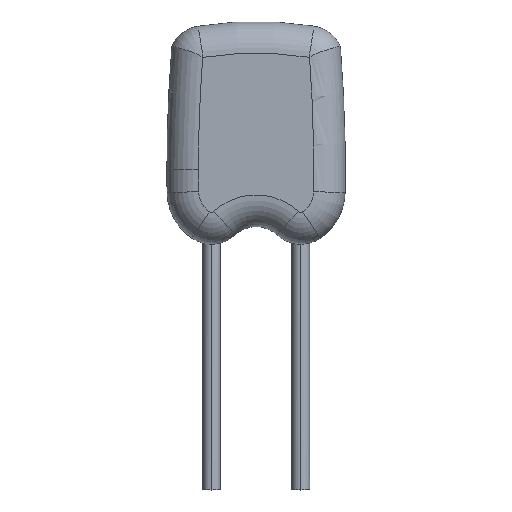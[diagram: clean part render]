
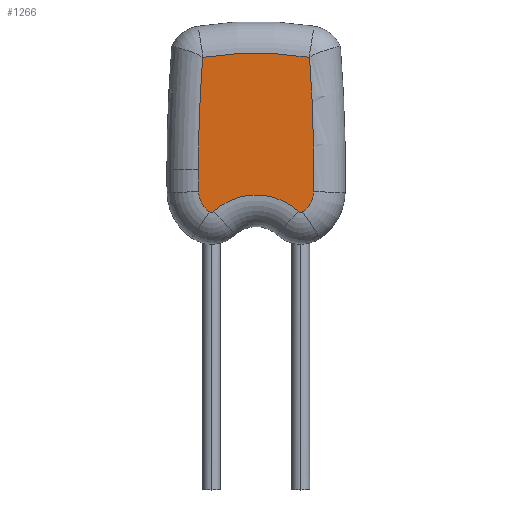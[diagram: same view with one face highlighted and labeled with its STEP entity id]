
A CAD part, top view. The second image highlights one B-rep face of the part: STEP entity #1266.
In plain terms, the highlighted planar face has unit normal (0, 0, 1).
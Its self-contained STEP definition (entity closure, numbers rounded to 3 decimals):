
#5 = CARTESIAN_POINT ( 'NONE',  ( -1.522, 5.315, 1.59 ) ) ;
#25 = EDGE_CURVE ( 'NONE', #464, #986, #542, .T. ) ;
#27 = CARTESIAN_POINT ( 'NONE',  ( 1.326, 0.917, 1.59 ) ) ;
#37 = VERTEX_POINT ( 'NONE', #835 ) ;
#67 = EDGE_CURVE ( 'NONE', #986, #632, #1000, .T. ) ;
#69 = EDGE_LOOP ( 'NONE', ( #1083, #85, #219, #809, #552, #861, #998, #471, #1166, #435, #233 ) ) ;
#85 = ORIENTED_EDGE ( 'NONE', *, *, #67, .T. ) ;
#107 = CARTESIAN_POINT ( 'NONE',  ( 1.522, 5.315, 1.59 ) ) ;
#129 = CARTESIAN_POINT ( 'NONE',  ( 41.46, 2.133, 1.59 ) ) ;
#160 = CARTESIAN_POINT ( 'NONE',  ( -1.27, 1., 1.59 ) ) ;
#164 = CARTESIAN_POINT ( 'NONE',  ( 19.984, 3.676, 1.59 ) ) ;
#174 = DIRECTION ( 'NONE',  ( -1., 0., 0. ) ) ;
#199 = AXIS2_PLACEMENT_3D ( 'NONE', #317, #1191, #1200 ) ;
#219 = ORIENTED_EDGE ( 'NONE', *, *, #501, .T. ) ;
#232 = EDGE_CURVE ( 'NONE', #37, #691, #934, .T. ) ;
#233 = ORIENTED_EDGE ( 'NONE', *, *, #833, .T. ) ;
#242 = CARTESIAN_POINT ( 'NONE',  ( 1.509, 5.318, 1.59 ) ) ;
#252 = DIRECTION ( 'NONE',  ( 0., 0., 1. ) ) ;
#312 = EDGE_CURVE ( 'NONE', #926, #724, #1102, .T. ) ;
#315 = AXIS2_PLACEMENT_3D ( 'NONE', #434, #816, #1018 ) ;
#317 = CARTESIAN_POINT ( 'NONE',  ( -0.935, 1.498, 1.59 ) ) ;
#354 = VERTEX_POINT ( 'NONE', #881 ) ;
#355 = EDGE_CURVE ( 'NONE', #691, #408, #788, .T. ) ;
#370 = DIRECTION ( 'NONE',  ( -1., 0., 0. ) ) ;
#371 = CARTESIAN_POINT ( 'NONE',  ( 1.27, 1., 1.59 ) ) ;
#372 = AXIS2_PLACEMENT_3D ( 'NONE', #160, #445, #740 ) ;
#408 = VERTEX_POINT ( 'NONE', #700 ) ;
#413 = AXIS2_PLACEMENT_3D ( 'NONE', #599, #994, #763 ) ;
#417 = DIRECTION ( 'NONE',  ( -1., 0., 0. ) ) ;
#421 = CARTESIAN_POINT ( 'NONE',  ( 1.635, 1.487, 1.59 ) ) ;
#425 = EDGE_CURVE ( 'NONE', #354, #37, #553, .T. ) ;
#431 = CIRCLE ( 'NONE', #1049, 0.1 ) ;
#434 = CARTESIAN_POINT ( 'NONE',  ( -41.46, 2.133, 1.59 ) ) ;
#435 = ORIENTED_EDGE ( 'NONE', *, *, #772, .T. ) ;
#437 = AXIS2_PLACEMENT_3D ( 'NONE', #615, #712, #1008 ) ;
#445 = DIRECTION ( 'NONE',  ( 0., 0., 1. ) ) ;
#464 = VERTEX_POINT ( 'NONE', #421 ) ;
#471 = ORIENTED_EDGE ( 'NONE', *, *, #232, .T. ) ;
#482 = CARTESIAN_POINT ( 'NONE',  ( 0., -0.363, 1.59 ) ) ;
#484 = CARTESIAN_POINT ( 'NONE',  ( 41.46, 2.133, 1.59 ) ) ;
#501 = EDGE_CURVE ( 'NONE', #632, #659, #733, .T. ) ;
#513 = DIRECTION ( 'NONE',  ( 0., 0., 1. ) ) ;
#526 = EDGE_CURVE ( 'NONE', #659, #926, #1045, .T. ) ;
#542 = CIRCLE ( 'NONE', #315, 43.1 ) ;
#548 = AXIS2_PLACEMENT_3D ( 'NONE', #484, #963, #1159 ) ;
#552 = ORIENTED_EDGE ( 'NONE', *, *, #312, .T. ) ;
#553 = CIRCLE ( 'NONE', #199, 0.7 ) ;
#598 = VERTEX_POINT ( 'NONE', #27 ) ;
#599 = CARTESIAN_POINT ( 'NONE',  ( 0.935, 1.498, 1.59 ) ) ;
#615 = CARTESIAN_POINT ( 'NONE',  ( 1.493, 5.219, 1.59 ) ) ;
#632 = VERTEX_POINT ( 'NONE', #242 ) ;
#653 = CARTESIAN_POINT ( 'NONE',  ( -1.509, 5.318, 1.59 ) ) ;
#659 = VERTEX_POINT ( 'NONE', #653 ) ;
#667 = CARTESIAN_POINT ( 'NONE',  ( -1.64, 2.133, 1.59 ) ) ;
#677 = FACE_OUTER_BOUND ( 'NONE', #69, .T. ) ;
#691 = VERTEX_POINT ( 'NONE', #751 ) ;
#700 = CARTESIAN_POINT ( 'NONE',  ( 1.202, 0.927, 1.59 ) ) ;
#712 = DIRECTION ( 'NONE',  ( 0., 0., 1. ) ) ;
#716 = DIRECTION ( 'NONE',  ( -1., 0., 0. ) ) ;
#720 = AXIS2_PLACEMENT_3D ( 'NONE', #129, #252, #1230 ) ;
#721 = CARTESIAN_POINT ( 'NONE',  ( -1.493, 5.219, 1.59 ) ) ;
#724 = VERTEX_POINT ( 'NONE', #667 ) ;
#733 = CIRCLE ( 'NONE', #941, 9.4 ) ;
#740 = DIRECTION ( 'NONE',  ( -1., 0., 0. ) ) ;
#751 = CARTESIAN_POINT ( 'NONE',  ( -1.202, 0.927, 1.59 ) ) ;
#763 = DIRECTION ( 'NONE',  ( -1., 0., 0. ) ) ;
#772 = EDGE_CURVE ( 'NONE', #408, #598, #431, .T. ) ;
#788 = CIRCLE ( 'NONE', #1015, 1.763 ) ;
#793 = AXIS2_PLACEMENT_3D ( 'NONE', #164, #1274, #370 ) ;
#809 = ORIENTED_EDGE ( 'NONE', *, *, #526, .T. ) ;
#816 = DIRECTION ( 'NONE',  ( 0., 0., 1. ) ) ;
#833 = EDGE_CURVE ( 'NONE', #598, #464, #991, .T. ) ;
#835 = CARTESIAN_POINT ( 'NONE',  ( -1.326, 0.917, 1.59 ) ) ;
#861 = ORIENTED_EDGE ( 'NONE', *, *, #1056, .T. ) ;
#881 = CARTESIAN_POINT ( 'NONE',  ( -1.635, 1.487, 1.59 ) ) ;
#888 = PLANE ( 'NONE',  #793 ) ;
#926 = VERTEX_POINT ( 'NONE', #5 ) ;
#934 = CIRCLE ( 'NONE', #372, 0.1 ) ;
#941 = AXIS2_PLACEMENT_3D ( 'NONE', #1205, #1007, #716 ) ;
#963 = DIRECTION ( 'NONE',  ( 0., 0., 1. ) ) ;
#986 = VERTEX_POINT ( 'NONE', #107 ) ;
#991 = CIRCLE ( 'NONE', #413, 0.7 ) ;
#994 = DIRECTION ( 'NONE',  ( 0., 0., 1. ) ) ;
#998 = ORIENTED_EDGE ( 'NONE', *, *, #425, .T. ) ;
#1000 = CIRCLE ( 'NONE', #437, 0.1 ) ;
#1007 = DIRECTION ( 'NONE',  ( 0., 0., 1. ) ) ;
#1008 = DIRECTION ( 'NONE',  ( -1., 0., 0. ) ) ;
#1015 = AXIS2_PLACEMENT_3D ( 'NONE', #482, #1273, #1264 ) ;
#1018 = DIRECTION ( 'NONE',  ( -1., 0., 0. ) ) ;
#1045 = CIRCLE ( 'NONE', #1128, 0.1 ) ;
#1049 = AXIS2_PLACEMENT_3D ( 'NONE', #371, #1059, #174 ) ;
#1056 = EDGE_CURVE ( 'NONE', #724, #354, #1276, .T. ) ;
#1059 = DIRECTION ( 'NONE',  ( 0., 0., 1. ) ) ;
#1083 = ORIENTED_EDGE ( 'NONE', *, *, #25, .T. ) ;
#1102 = CIRCLE ( 'NONE', #548, 43.1 ) ;
#1128 = AXIS2_PLACEMENT_3D ( 'NONE', #721, #513, #417 ) ;
#1159 = DIRECTION ( 'NONE',  ( -1., 0., 0. ) ) ;
#1166 = ORIENTED_EDGE ( 'NONE', *, *, #355, .T. ) ;
#1191 = DIRECTION ( 'NONE',  ( 0., 0., 1. ) ) ;
#1200 = DIRECTION ( 'NONE',  ( -1., 0., 0. ) ) ;
#1205 = CARTESIAN_POINT ( 'NONE',  ( 0., -3.96, 1.59 ) ) ;
#1230 = DIRECTION ( 'NONE',  ( -1., 0., 0. ) ) ;
#1264 = DIRECTION ( 'NONE',  ( -1., 0., 0. ) ) ;
#1266 = ADVANCED_FACE ( 'NONE', ( #677 ), #888, .F. ) ;
#1273 = DIRECTION ( 'NONE',  ( 0., 0., -1. ) ) ;
#1274 = DIRECTION ( 'NONE',  ( 0., 0., -1. ) ) ;
#1276 = CIRCLE ( 'NONE', #720, 43.1 ) ;
